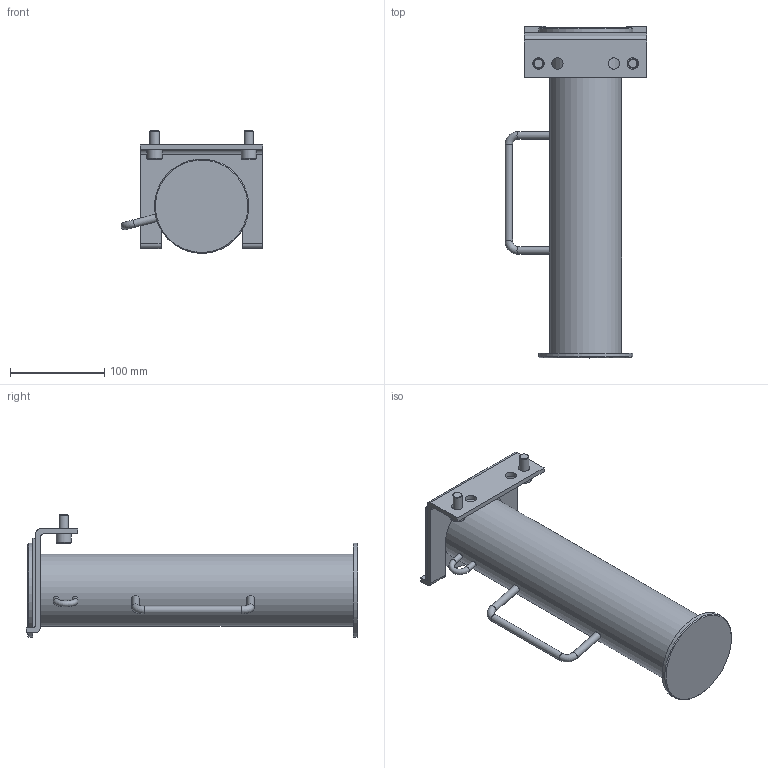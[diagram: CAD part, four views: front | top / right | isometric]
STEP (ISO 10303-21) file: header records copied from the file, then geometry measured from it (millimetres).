
FILE_DESCRIPTION (( 'STEP AP203' ), '1' );
FILE_NAME ('160R13010-安全桿+YOCBR20-安全桿座.STEP', '2023-11-03T01:37:17', ( '' ), ( '' ), 'SwSTEP 2.0', 'SolidWorks 2018', '' );
FILE_SCHEMA (( 'CONFIG_CONTROL_DESIGN' ));
Length unit declared in the file: millimetre
Products named in the file (5): 複製 of SBA10020-六角孔螺栓^複製 of YOCBR20-安全桿座_160R13010-安全桿+YOCBR20-安全桿座_SBA10020-六角孔螺栓; 複製 of OCBR20-安全桿座^複製 of YOCBR20-安全桿座_160R13010-安全桿+YOCBR20-安全桿座; 複製 of YOCBR20-安全桿座^160R13010-安全桿+YOCBR20-安全桿座_外側孔; 複製 of 160R13010-安全桿^160R13010-安全桿+YOCBR20-安全桿座; 160R13010-安全桿+YOCBR20-安全桿座
Assembly tree (5 placements, depth 3):
  160R13010-安全桿+YOCBR20-安全桿座
    複製 of 160R13010-安全桿^160R13010-安全桿+YOCBR20-安全桿座
    複製 of YOCBR20-安全桿座^160R13010-安全桿+YOCBR20-安全桿座_外側孔
      複製 of OCBR20-安全桿座^複製 of YOCBR20-安全桿座_160R13010-安全桿+YOCBR20-安全桿座
      複製 of SBA10020-六角孔螺栓^複製 of YOCBR20-安全桿座_160R13010-安全桿+YOCBR20-安全桿座_SBA10020-六角孔螺栓  x2
Bounding box: 150.49 x 352 x 129.85 mm (x, y, z)
Volume: 501388.3 mm3; surface area: 238720.3 mm2
Topology: 7 solids, 8 shells, 88 faces, 187 edges, 121 vertices
Faces by surface type: plane 52, cylinder 27, cone 6, torus 3
Full cylindrical faces by diameter (mm): 6 x2, 8 x3, 10 x2, 12 x4, 16 x2, 67.9 x1, 76.3 x1, 100 x2
Entity records: 2453 total; most frequent: DIRECTION 356, CARTESIAN_POINT 321, ORIENTED_EDGE 272, AXIS2_PLACEMENT_3D 137, EDGE_CURVE 136, EDGE_LOOP 108, VERTEX_POINT 102, FACE_OUTER_BOUND 92
